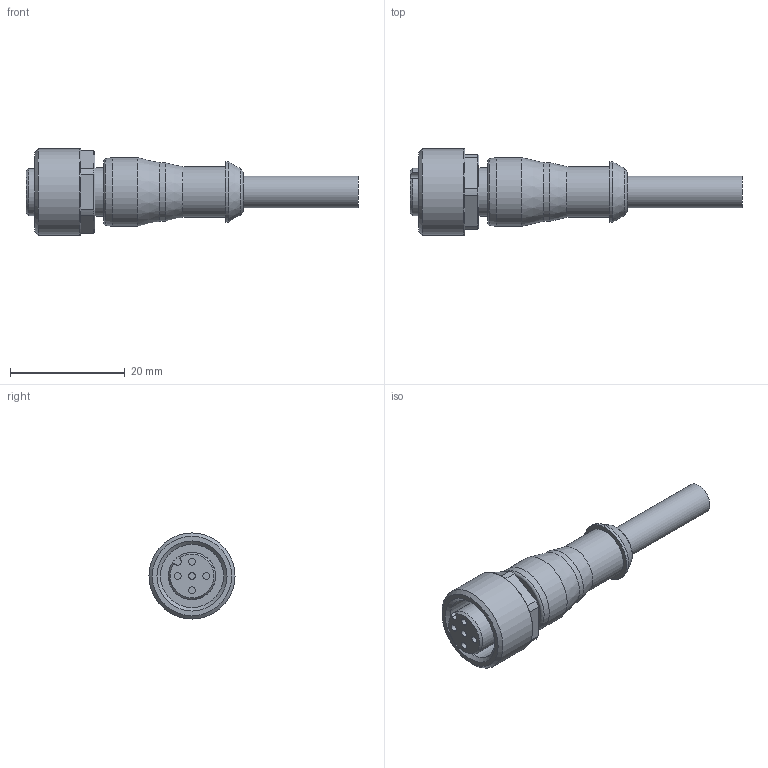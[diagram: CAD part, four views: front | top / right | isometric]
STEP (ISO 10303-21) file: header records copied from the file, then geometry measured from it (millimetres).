
FILE_DESCRIPTION(/* description */ (''),/* implementation_level */ '2;1');
FILE_NAME(/* name */ 'VKxM-Z-xx.stp',/* time_stamp */ '2014-09-09T14:23:27+02:00',/* author */ (''),/* organization */ (''),/* preprocessor_version */ 'ST-DEVELOPER v14.6',/* originating_system */ '',/* authorisation */ '');
FILE_SCHEMA (('AUTOMOTIVE_DESIGN { 1 2 10303 214 1 1 1 1 }'));
Length unit declared in the file: centimetre
Products named in the file (1): 1234-K789
Bounding box: 57.8 x 15 x 15 mm (x, y, z)
Volume: 4024.4 mm3; surface area: 2666.6 mm2
Topology: 1 solids, 1 shells, 66 faces, 135 edges, 83 vertices
Faces by surface type: plane 29, cylinder 21, cone 13, torus 3
Full cylindrical faces by diameter (mm): 1.2 x5, 5.5 x1, 8.2 x1, 8.5 x1, 8.8 x1, 10.2 x1, 10.5 x1, 11 x1, 12 x1, 15 x1
Entity records: 1603 total; most frequent: DIRECTION 286, CARTESIAN_POINT 284, ORIENTED_EDGE 218, AXIS2_PLACEMENT_3D 124, EDGE_CURVE 109, EDGE_LOOP 101, VERTEX_POINT 80, FACE_OUTER_BOUND 66
